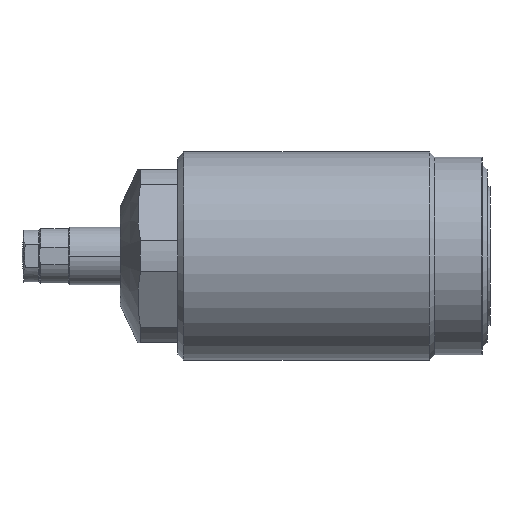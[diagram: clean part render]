
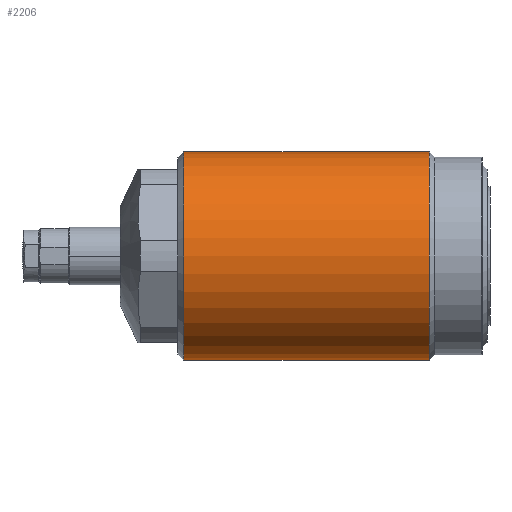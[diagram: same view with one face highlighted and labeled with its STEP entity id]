
A CAD part, left-side view. The second image highlights one B-rep face of the part: STEP entity #2206.
In plain terms, the highlighted cylindrical face has radius 18 mm (diameter 36 mm), a partial arc.
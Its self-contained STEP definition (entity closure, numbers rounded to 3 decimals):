
#99 = LINE ( 'NONE', #1058, #107 ) ;
#106 = LINE ( 'NONE', #1064, #109 ) ;
#107 = VECTOR ( 'NONE', #1063, 1000. ) ;
#109 = VECTOR ( 'NONE', #1065, 1000. ) ;
#159 = CIRCLE ( 'NONE', #2378, 18. ) ;
#160 = CIRCLE ( 'NONE', #2375, 18. ) ;
#268 = CARTESIAN_POINT ( 'NONE',  ( 0., 10.5, 0. ) ) ;
#269 = DIRECTION ( 'NONE',  ( 0., 1., 0. ) ) ;
#270 = DIRECTION ( 'NONE',  ( 0., 0., 1. ) ) ;
#271 = CARTESIAN_POINT ( 'NONE',  ( 0., 53., 0. ) ) ;
#272 = DIRECTION ( 'NONE',  ( 0., -1., 0. ) ) ;
#273 = DIRECTION ( 'NONE',  ( 0., 0., -1. ) ) ;
#505 = DIRECTION ( 'NONE',  ( 0., 0., 1. ) ) ;
#512 = DIRECTION ( 'NONE',  ( 0., 1., 0. ) ) ;
#513 = CARTESIAN_POINT ( 'NONE',  ( 0., 90.713, 0. ) ) ;
#642 = VERTEX_POINT ( 'NONE', #1789 ) ;
#684 = VERTEX_POINT ( 'NONE', #2258 ) ;
#685 = VERTEX_POINT ( 'NONE', #2247 ) ;
#803 = FACE_OUTER_BOUND ( 'NONE', #1603, .T. ) ;
#809 = CYLINDRICAL_SURFACE ( 'NONE', #2486, 18. ) ;
#1058 = CARTESIAN_POINT ( 'NONE',  ( 0., 90.713, -18. ) ) ;
#1063 = DIRECTION ( 'NONE',  ( 0., 1., 0. ) ) ;
#1064 = CARTESIAN_POINT ( 'NONE',  ( 0., 90.713, 18. ) ) ;
#1065 = DIRECTION ( 'NONE',  ( 0., 1., 0. ) ) ;
#1603 = EDGE_LOOP ( 'NONE', ( #2118, #2124, #2117, #2122 ) ) ;
#1619 = VERTEX_POINT ( 'NONE', #1976 ) ;
#1789 = CARTESIAN_POINT ( 'NONE',  ( 0., 53., 18. ) ) ;
#1976 = CARTESIAN_POINT ( 'NONE',  ( 0., 53., -18. ) ) ;
#2117 = ORIENTED_EDGE ( 'NONE', *, *, #2677, .T. ) ;
#2118 = ORIENTED_EDGE ( 'NONE', *, *, #2676, .F. ) ;
#2122 = ORIENTED_EDGE ( 'NONE', *, *, #2713, .T. ) ;
#2124 = ORIENTED_EDGE ( 'NONE', *, *, #2712, .T. ) ;
#2206 = ADVANCED_FACE ( 'NONE', ( #803 ), #809, .T. ) ;
#2247 = CARTESIAN_POINT ( 'NONE',  ( 0., 10.5, -18. ) ) ;
#2258 = CARTESIAN_POINT ( 'NONE',  ( 0., 10.5, 18. ) ) ;
#2375 = AXIS2_PLACEMENT_3D ( 'NONE', #271, #272, #273 ) ;
#2378 = AXIS2_PLACEMENT_3D ( 'NONE', #268, #269, #270 ) ;
#2486 = AXIS2_PLACEMENT_3D ( 'NONE', #513, #512, #505 ) ;
#2676 = EDGE_CURVE ( 'NONE', #685, #1619, #99, .T. ) ;
#2677 = EDGE_CURVE ( 'NONE', #684, #642, #106, .T. ) ;
#2712 = EDGE_CURVE ( 'NONE', #685, #684, #159, .T. ) ;
#2713 = EDGE_CURVE ( 'NONE', #642, #1619, #160, .T. ) ;
